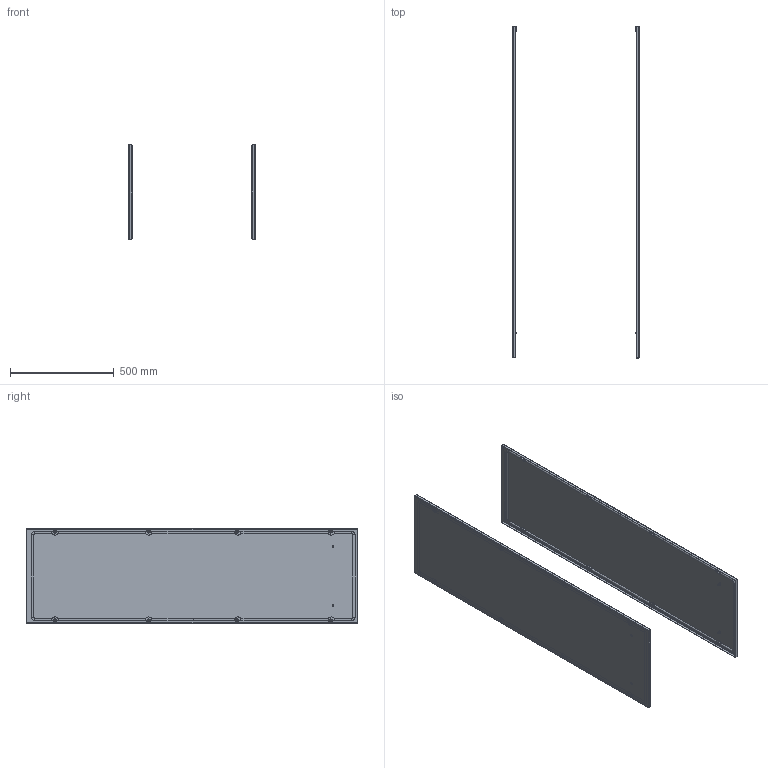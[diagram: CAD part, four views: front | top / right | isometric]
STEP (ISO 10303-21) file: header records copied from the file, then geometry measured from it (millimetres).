
FILE_DESCRIPTION (( 'STEP AP203' ), '1' );
FILE_NAME ('UR43301170500 Ñòåíêà áîêîâàÿ RS52 160.50 (2øò) (000.801.433-02) .STEP', '2022-04-18T07:44:56', ( '' ), ( '' ), 'SwSTEP 2.0', 'SolidWorks 2017', '' );
FILE_SCHEMA (( 'CONFIG_CONTROL_DESIGN' ));
Length unit declared in the file: millimetre
Products named in the file (7): UR43301170500 Ñòåíêà áîêîâàÿ RS52 160.50 (2øò)  (000.801.433-02) ; 005-340 Ïàíåëü ñòåíêè áîêîâîé RS52 160.00_02 (00.50); Âèíò ISO 7380-2 TX_Œ5å12; Øïèëüêà çàçåìëåíèÿ CKF CS_Œ6å16; Óïëîòíèòåëü ÏÏÓ äëÿ ñòåíêè áîêîâîé RS52_36 (160å50); 000.130.402 Ñòåíêà áîêîâàÿ RS52 160.00_02 (00.50); 000.132.176 Îñíîâàíèå ñòåíêè áîêîâîé RS52 160.00_02 (00.50)
Assembly tree (23 placements, depth 4):
  UR43301170500 Ñòåíêà áîêîâàÿ RS52 160.50 (2øò)  (000.801.433-02) 
    000.130.402 Ñòåíêà áîêîâàÿ RS52 160.00_02 (00.50)  x2
      000.132.176 Îñíîâàíèå ñòåíêè áîêîâîé RS52 160.00_02 (00.50)
        005-340 Ïàíåëü ñòåíêè áîêîâîé RS52 160.00_02 (00.50)
        Øïèëüêà çàçåìëåíèÿ CKF CS_Œ6å16  x2
      Óïëîòíèòåëü ÏÏÓ äëÿ ñòåíêè áîêîâîé RS52_36 (160å50)
    Âèíò ISO 7380-2 TX_Œ5å12  x16
Bounding box: 609.87 x 1597 x 456 mm (x, y, z)
Volume: 2669500.9 mm3; surface area: 3431016.6 mm2
Topology: 24 solids, 24 shells, 1260 faces, 3456 edges, 2292 vertices
Faces by surface type: cylinder 454, plane 442, torus 256, cone 56, bspline 52
Entity records: 11658 total; most frequent: CARTESIAN_POINT 2966, DIRECTION 1740, ORIENTED_EDGE 1462, AXIS2_PLACEMENT_3D 744, EDGE_CURVE 731, VERTEX_POINT 435, CIRCLE 400, EDGE_LOOP 370
